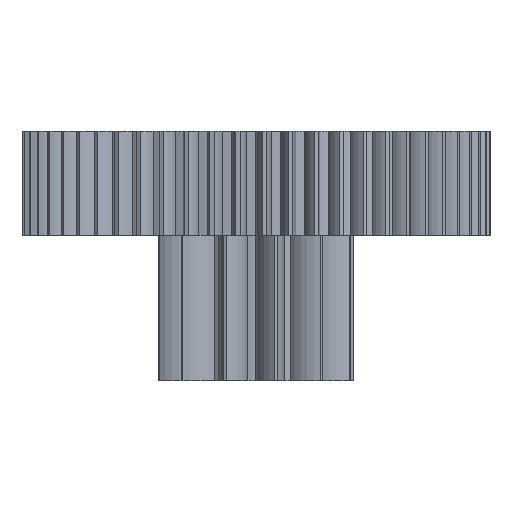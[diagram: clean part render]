
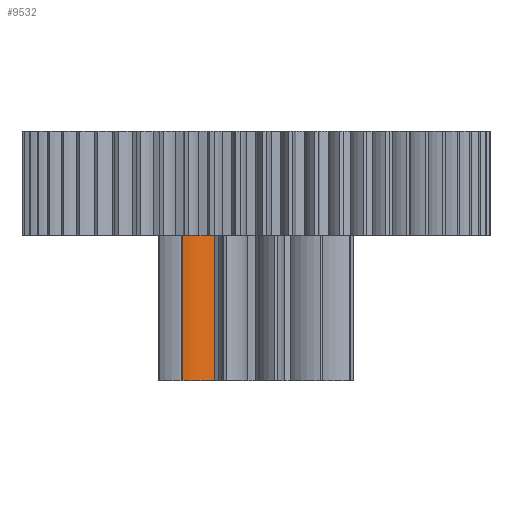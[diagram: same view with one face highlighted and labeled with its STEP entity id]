
A CAD part, left-side view. The second image highlights one B-rep face of the part: STEP entity #9532.
In plain terms, the highlighted cylindrical face has radius 3.848 mm (diameter 7.695 mm), a partial arc.
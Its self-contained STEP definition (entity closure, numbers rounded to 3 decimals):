
#8052=CARTESIAN_POINT('',(-2.571,6.665,0.));
#8053=DIRECTION('',(0.,0.,1.));
#8054=DIRECTION('',(-0.996,0.092,0.));
#8055=AXIS2_PLACEMENT_3D('',#8052,#8053,#8054);
#8270=CARTESIAN_POINT('',(-2.571,6.665,14.));
#8271=DIRECTION('',(0.,0.,1.));
#8272=DIRECTION('',(-0.996,0.092,0.));
#8273=AXIS2_PLACEMENT_3D('',#8270,#8271,#8272);
#8449=DIRECTION('',(0.,0.,1.));
#8450=VECTOR('',#8449,14.);
#8451=CARTESIAN_POINT('',(-5.327,3.981,0.));
#8452=LINE('',#8451,#8450);
#8595=DIRECTION('',(0.,0.,-1.));
#8596=VECTOR('',#8595,14.);
#8597=CARTESIAN_POINT('',(-6.402,7.019,14.));
#8598=LINE('',#8597,#8596);
#8707=CARTESIAN_POINT('',(-5.327,3.981,14.));
#8709=VERTEX_POINT('',#8707);
#8712=CARTESIAN_POINT('',(-5.327,3.981,0.));
#8714=VERTEX_POINT('',#8712);
#8799=CARTESIAN_POINT('',(-6.402,7.019,0.));
#8801=VERTEX_POINT('',#8799);
#8847=CARTESIAN_POINT('',(-6.402,7.019,14.));
#8849=VERTEX_POINT('',#8847);
#9521=CARTESIAN_POINT('',(-2.571,6.665,0.));
#9522=DIRECTION('',(0.,0.,1.));
#9523=DIRECTION('',(-0.5,0.866,0.));
#9524=AXIS2_PLACEMENT_3D('',#9521,#9522,#9523);
#9525=CYLINDRICAL_SURFACE('',#9524,3.848);
#9526=ORIENTED_EDGE('',*,*,#9424,.F.);
#9527=ORIENTED_EDGE('',*,*,#9062,.T.);
#9528=ORIENTED_EDGE('',*,*,#9288,.F.);
#9529=ORIENTED_EDGE('',*,*,#8912,.F.);
#9530=EDGE_LOOP('',(#9526,#9527,#9528,#9529));
#9531=FACE_OUTER_BOUND('',#9530,.F.);
#9532=ADVANCED_FACE('',(#9531),#9525,.T.);
#8056=CIRCLE('',#8055,3.848);
#8274=CIRCLE('',#8273,3.848);
#8912=EDGE_CURVE('',#8801,#8714,#8056,.T.);
#9062=EDGE_CURVE('',#8849,#8709,#8274,.T.);
#9288=EDGE_CURVE('',#8714,#8709,#8452,.T.);
#9424=EDGE_CURVE('',#8849,#8801,#8598,.T.);
